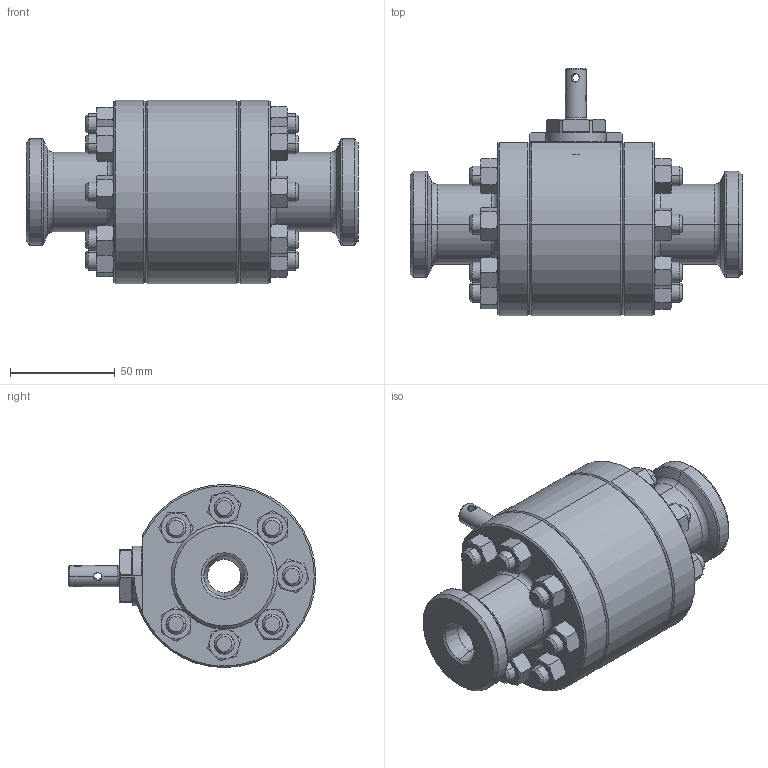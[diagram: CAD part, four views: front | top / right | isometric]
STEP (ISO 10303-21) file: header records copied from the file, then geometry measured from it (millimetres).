
FILE_DESCRIPTION (( 'STEP AP214' ), '1' );
FILE_NAME ('080300012 A (1 GR5, With Bare Stem).STEP', '2015-07-16T21:36:18', ( '' ), ( '' ), 'SwSTEP 2.0', 'SolidWorks 2015', '' );
FILE_SCHEMA (( 'AUTOMOTIVE_DESIGN' ));
Length unit declared in the file: inch
Products named in the file (1): 080300012 A (1 GR5, With Bare Stem)
Bounding box: 158.75 x 118.41 x 87.63 mm (x, y, z)
Volume: 378876.4 mm3; surface area: 127236.2 mm2
Topology: 30 solids, 30 shells, 956 faces, 2432 edges, 1527 vertices
Faces by surface type: cylinder 431, cone 311, plane 169, bspline 28, torus 17
Entity records: 56359 total; most frequent: CARTESIAN_POINT 22759, ORIENTED_EDGE 4848, DIRECTION 3806, EDGE_CURVE 2424, AXIS2_PLACEMENT_3D 1564, VERTEX_POINT 1527, EDGE_LOOP 1049, LENGTH_MEASURE_WITH_UNIT 988
